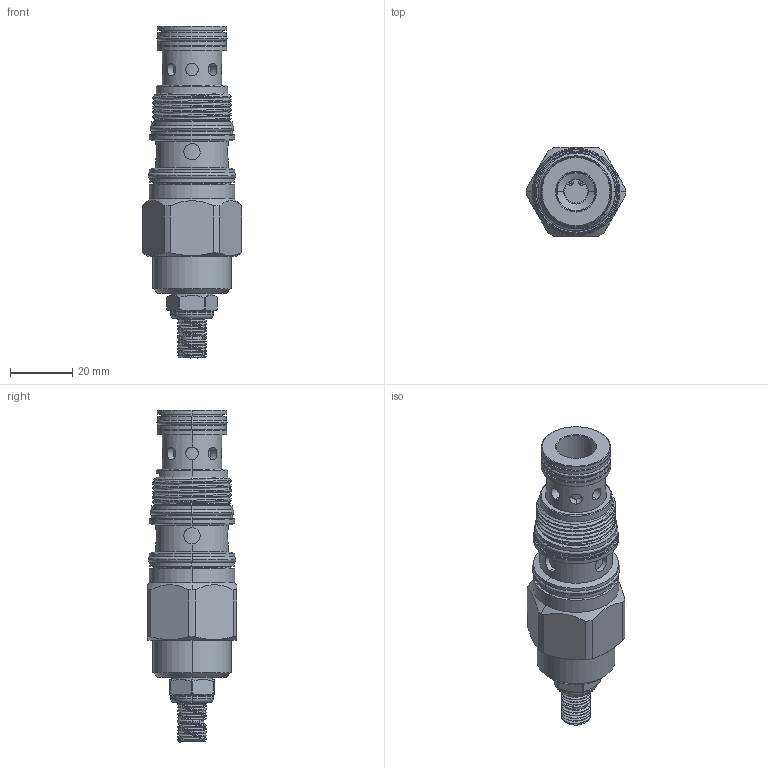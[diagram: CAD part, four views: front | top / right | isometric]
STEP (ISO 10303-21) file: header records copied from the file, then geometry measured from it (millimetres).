
FILE_DESCRIPTION (( 'STEP AP203' ), '1' );
FILE_NAME ('FR2A3F-L.STEP', '2016-05-20T07:22:49', ( '' ), ( '' ), 'SwSTEP 2.0', 'SolidWorks 2012', '' );
FILE_SCHEMA (( 'CONFIG_CONTROL_DESIGN' ));
Length unit declared in the file: millimetre
Products named in the file (1): FR2A3F-L
Bounding box: 31.8 x 28.57 x 106.32 mm (x, y, z)
Volume: 42739.5 mm3; surface area: 13584.9 mm2
Topology: 7 solids, 7 shells, 308 faces, 722 edges, 452 vertices
Faces by surface type: cylinder 161, plane 66, torus 38, cone 38, bspline 5
Entity records: 15140 total; most frequent: CARTESIAN_POINT 8181, DIRECTION 1458, ORIENTED_EDGE 1440, EDGE_CURVE 720, AXIS2_PLACEMENT_3D 611, VERTEX_POINT 452, EDGE_LOOP 344, FACE_OUTER_BOUND 308
